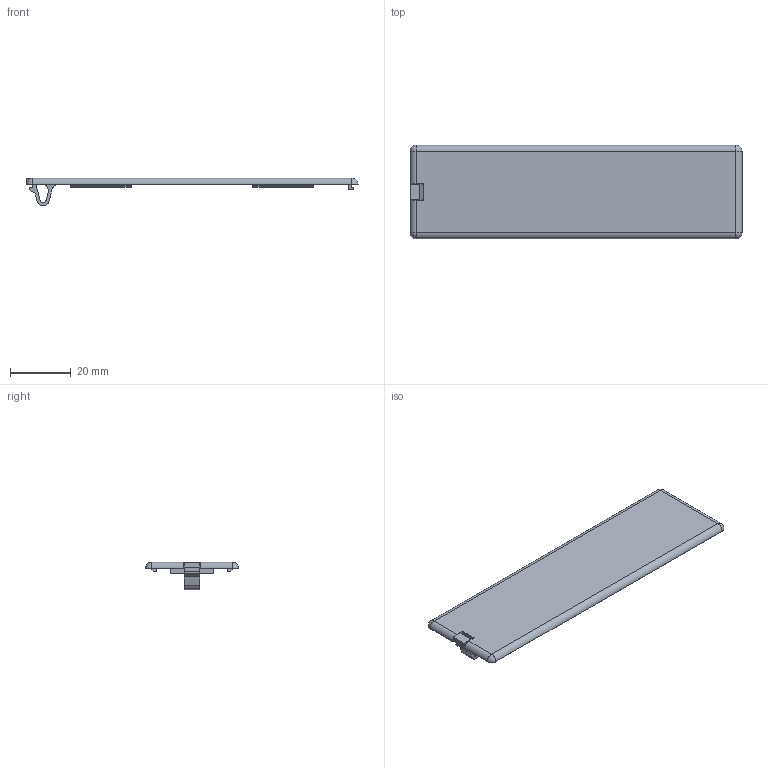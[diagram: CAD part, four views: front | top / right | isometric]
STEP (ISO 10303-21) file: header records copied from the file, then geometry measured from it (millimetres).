
FILE_DESCRIPTION(('FreeCAD Model'),'2;1');
FILE_NAME('Open CASCADE Shape Model','2024-05-18T11:03:48',(''),(''), 'Open CASCADE STEP processor 7.7','FreeCAD','Unknown');
FILE_SCHEMA(('AUTOMOTIVE_DESIGN { 1 0 10303 214 1 1 1 1 }'));
Length unit declared in the file: millimetre
Products named in the file (1): transmitter_deksel
Bounding box: 109 x 30.7 x 8.99 mm (x, y, z)
Volume: 6677.5 mm3; surface area: 7437.1 mm2
Topology: 1 solids, 1 shells, 73 faces, 191 edges, 122 vertices
Faces by surface type: plane 56, cylinder 13, sphere 4
Entity records: 4657 total; most frequent: CARTESIAN_POINT 799, DIRECTION 728, LINE 521, VECTOR 521, ORIENTED_EDGE 374, PCURVE 374, DEFINITIONAL_REPRESENTATION 374, EDGE_CURVE 187
